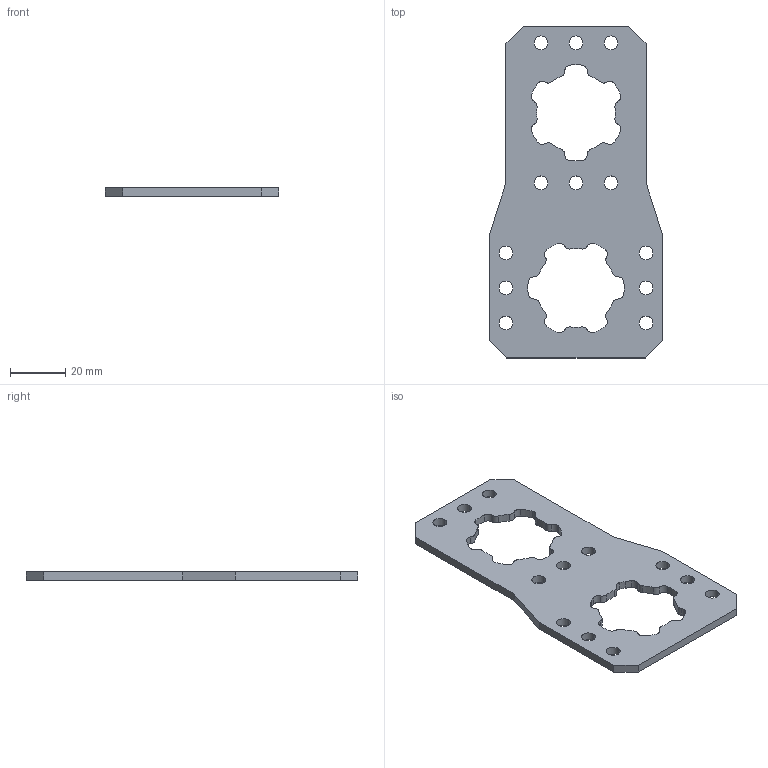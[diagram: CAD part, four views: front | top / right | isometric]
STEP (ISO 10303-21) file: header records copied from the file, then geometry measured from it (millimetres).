
FILE_DESCRIPTION (( 'STEP AP203' ), '1' );
FILE_NAME ('REV-21-2353.STEP', '2022-04-04T19:27:15', ( '' ), ( '' ), 'SwSTEP 2.0', 'SolidWorks 2022', '' );
FILE_SCHEMA (( 'CONFIG_CONTROL_DESIGN' ));
Length unit declared in the file: inch
Products named in the file (1): REV-21-2353
Bounding box: 62.99 x 120.4 x 3 mm (x, y, z)
Volume: 14612.9 mm3; surface area: 12037.7 mm2
Topology: 1 solids, 1 shells, 129 faces, 381 edges, 254 vertices
Faces by surface type: cylinder 115, plane 14
Entity records: 4580 total; most frequent: DIRECTION 871, CARTESIAN_POINT 765, ORIENTED_EDGE 762, EDGE_CURVE 381, AXIS2_PLACEMENT_3D 360, VERTEX_POINT 254, CIRCLE 230, EDGE_LOOP 157
